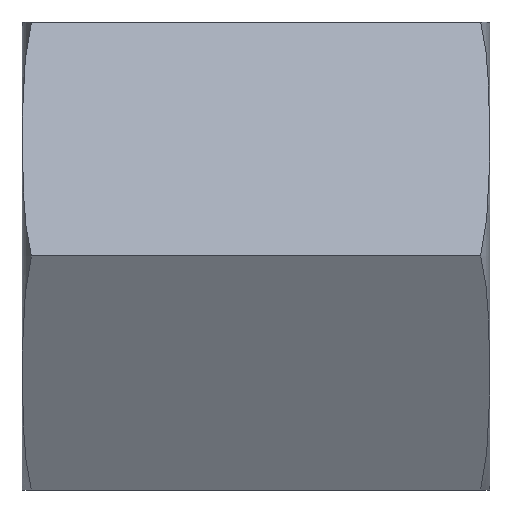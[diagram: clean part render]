
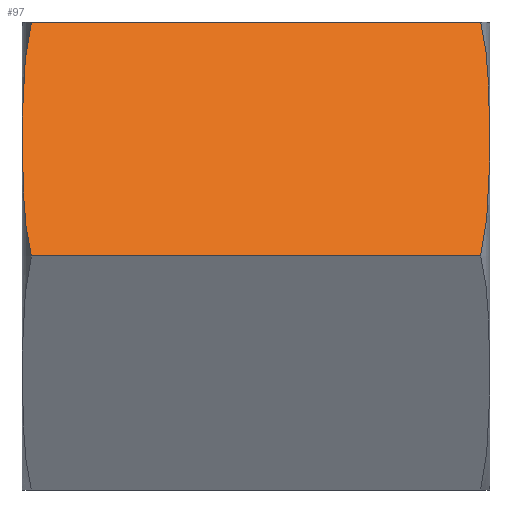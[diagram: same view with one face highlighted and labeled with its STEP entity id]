
A CAD part, left-side view. The second image highlights one B-rep face of the part: STEP entity #97.
In plain terms, the highlighted planar face has unit normal (-0.866, 0, 0.5).
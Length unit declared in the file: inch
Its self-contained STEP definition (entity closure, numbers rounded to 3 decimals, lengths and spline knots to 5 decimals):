
#64 = VERTEX_POINT ( 'NONE', #247 ) ;
#66 = EDGE_CURVE ( 'NONE', #64, #67, #244, .T. ) ;
#67 = VERTEX_POINT ( 'NONE', #246 ) ;
#68 = VERTEX_POINT ( 'NONE', #241 ) ;
#90 = ORIENTED_EDGE ( 'NONE', *, *, #129, .T. ) ;
#95 = ORIENTED_EDGE ( 'NONE', *, *, #98, .F. ) ;
#96 = VERTEX_POINT ( 'NONE', #349 ) ;
#97 = ADVANCED_FACE ( 'NONE', ( #357 ), #386, .F. ) ;
#98 = EDGE_CURVE ( 'NONE', #96, #64, #387, .T. ) ;
#99 = EDGE_LOOP ( 'NONE', ( #111, #95, #174, #90 ) ) ;
#111 = ORIENTED_EDGE ( 'NONE', *, *, #66, .F. ) ;
#129 = EDGE_CURVE ( 'NONE', #68, #67, #372, .T. ) ;
#174 = ORIENTED_EDGE ( 'NONE', *, *, #175, .F. ) ;
#175 = EDGE_CURVE ( 'NONE', #68, #96, #543, .T. ) ;
#232 = CARTESIAN_POINT ( 'NONE',  ( -0.14434, -0.12, 0. ) ) ;
#233 = CARTESIAN_POINT ( 'NONE',  ( -0.13841, -0.12247, 0.01027 ) ) ;
#234 = CARTESIAN_POINT ( 'NONE',  ( -0.13239, -0.12353, 0.02069 ) ) ;
#235 = CARTESIAN_POINT ( 'NONE',  ( -0.12031, -0.12466, 0.04161 ) ) ;
#236 = CARTESIAN_POINT ( 'NONE',  ( -0.11428, -0.12475, 0.05206 ) ) ;
#237 = CARTESIAN_POINT ( 'NONE',  ( -0.10222, -0.12475, 0.07294 ) ) ;
#238 = CARTESIAN_POINT ( 'NONE',  ( -0.0962, -0.12466, 0.08338 ) ) ;
#239 = CARTESIAN_POINT ( 'NONE',  ( -0.08416, -0.12354, 0.10423 ) ) ;
#240 = CARTESIAN_POINT ( 'NONE',  ( -0.07815, -0.12249, 0.11464 ) ) ;
#241 = CARTESIAN_POINT ( 'NONE',  ( -0.14434, 0.12, 0. ) ) ;
#244 = B_SPLINE_CURVE_WITH_KNOTS ( 'NONE', 3,
 ( #245, #240, #239, #238, #237, #236, #235, #234, #233, #232 ),
 .UNSPECIFIED., .F., .F.,
 ( 4, 2, 2, 2, 4 ),
 ( 0., 0.00092, 0.00184, 0.00275, 0.00367 ),
 .UNSPECIFIED. ) ;
#245 = CARTESIAN_POINT ( 'NONE',  ( -0.07217, -0.12, 0.125 ) ) ;
#246 = CARTESIAN_POINT ( 'NONE',  ( -0.14434, -0.12, 0. ) ) ;
#247 = CARTESIAN_POINT ( 'NONE',  ( -0.07217, -0.12, 0.125 ) ) ;
#349 = CARTESIAN_POINT ( 'NONE',  ( -0.07217, 0.12, 0.125 ) ) ;
#357 = FACE_OUTER_BOUND ( 'NONE', #99, .T. ) ;
#372 = LINE ( 'NONE', #471, #470 ) ;
#383 = DIRECTION ( 'NONE',  ( 0.866, 0., -0.5 ) ) ;
#384 = CARTESIAN_POINT ( 'NONE',  ( -0.14434, 0.125, 0. ) ) ;
#385 = AXIS2_PLACEMENT_3D ( 'NONE', #384, #383, #450 ) ;
#386 = PLANE ( 'NONE',  #385 ) ;
#387 = LINE ( 'NONE', #449, #480 ) ;
#449 = CARTESIAN_POINT ( 'NONE',  ( -0.07217, 0.125, 0.125 ) ) ;
#450 = DIRECTION ( 'NONE',  ( -0.5, 0., -0.866 ) ) ;
#469 = DIRECTION ( 'NONE',  ( 0., -1., 0. ) ) ;
#470 = VECTOR ( 'NONE', #469, 39.37008 ) ;
#471 = CARTESIAN_POINT ( 'NONE',  ( -0.14434, 0.125, 0. ) ) ;
#479 = DIRECTION ( 'NONE',  ( 0., -1., 0. ) ) ;
#480 = VECTOR ( 'NONE', #479, 39.37008 ) ;
#518 = CARTESIAN_POINT ( 'NONE',  ( -0.07217, 0.12, 0.125 ) ) ;
#519 = CARTESIAN_POINT ( 'NONE',  ( -0.0781, 0.12247, 0.11473 ) ) ;
#520 = CARTESIAN_POINT ( 'NONE',  ( -0.08412, 0.12353, 0.10431 ) ) ;
#521 = CARTESIAN_POINT ( 'NONE',  ( -0.09619, 0.12466, 0.08339 ) ) ;
#543 = B_SPLINE_CURVE_WITH_KNOTS ( 'NONE', 3,
 ( #593, #592, #548, #547, #546, #545, #521, #520, #519, #518 ),
 .UNSPECIFIED., .F., .F.,
 ( 4, 2, 2, 2, 4 ),
 ( 0., 0.00092, 0.00184, 0.00275, 0.00367 ),
 .UNSPECIFIED. ) ;
#545 = CARTESIAN_POINT ( 'NONE',  ( -0.10222, 0.12475, 0.07294 ) ) ;
#546 = CARTESIAN_POINT ( 'NONE',  ( -0.11428, 0.12475, 0.05206 ) ) ;
#547 = CARTESIAN_POINT ( 'NONE',  ( -0.12031, 0.12466, 0.04162 ) ) ;
#548 = CARTESIAN_POINT ( 'NONE',  ( -0.13235, 0.12354, 0.02077 ) ) ;
#592 = CARTESIAN_POINT ( 'NONE',  ( -0.13835, 0.12249, 0.01036 ) ) ;
#593 = CARTESIAN_POINT ( 'NONE',  ( -0.14434, 0.12, 0. ) ) ;
